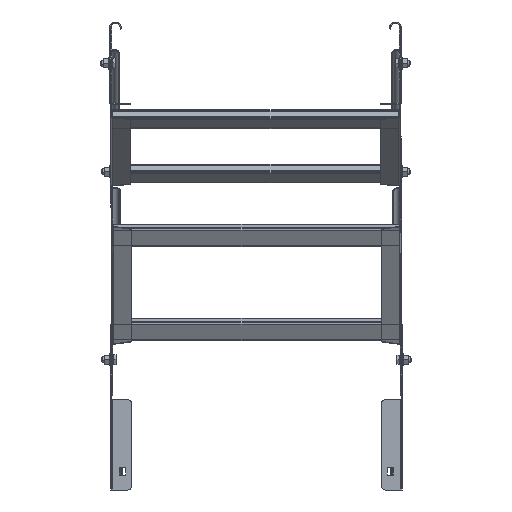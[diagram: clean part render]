
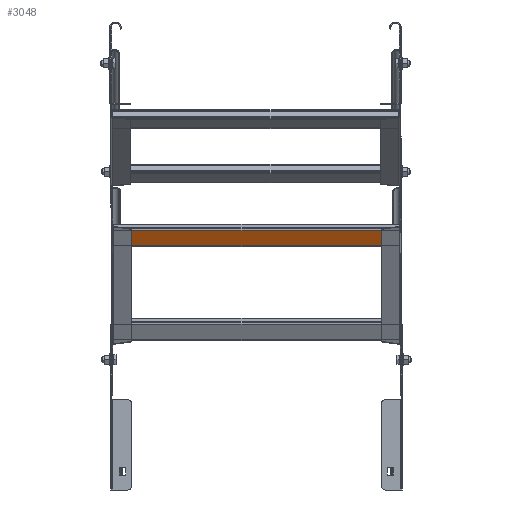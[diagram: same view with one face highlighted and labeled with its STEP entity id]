
A CAD part, front view. The second image highlights one B-rep face of the part: STEP entity #3048.
In plain terms, the highlighted face is planar.
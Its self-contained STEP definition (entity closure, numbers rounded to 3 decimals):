
#2628=DIRECTION('',(1.,0.,0.));
#2629=VECTOR('',#2628,395.);
#2630=CARTESIAN_POINT('',(0.,0.,12.));
#2631=LINE('',#2630,#2629);
#2636=DIRECTION('',(0.,0.,1.));
#2637=VECTOR('',#2636,24.);
#2638=CARTESIAN_POINT('',(395.,0.,-12.));
#2639=LINE('',#2638,#2637);
#2648=DIRECTION('',(0.,0.,1.));
#2649=VECTOR('',#2648,24.);
#2650=CARTESIAN_POINT('',(0.,0.,-12.));
#2651=LINE('',#2650,#2649);
#2670=DIRECTION('',(-1.,0.,0.));
#2671=VECTOR('',#2670,395.);
#2672=CARTESIAN_POINT('',(395.,0.,-12.));
#2673=LINE('',#2672,#2671);
#2866=CARTESIAN_POINT('',(0.,0.,-12.));
#2867=CARTESIAN_POINT('',(0.,0.,12.));
#2868=VERTEX_POINT('',#2866);
#2869=VERTEX_POINT('',#2867);
#2898=CARTESIAN_POINT('',(395.,0.,-12.));
#2899=CARTESIAN_POINT('',(395.,0.,12.));
#2900=VERTEX_POINT('',#2898);
#2901=VERTEX_POINT('',#2899);
#3035=CARTESIAN_POINT('',(195.,0.,12.));
#3036=DIRECTION('',(0.,1.,0.));
#3037=DIRECTION('',(0.,0.,1.));
#3038=AXIS2_PLACEMENT_3D('',#3035,#3036,#3037);
#3039=PLANE('',#3038);
#3041=ORIENTED_EDGE('',*,*,#3040,.T.);
#3042=ORIENTED_EDGE('',*,*,#3027,.T.);
#3043=ORIENTED_EDGE('',*,*,#2970,.F.);
#3045=ORIENTED_EDGE('',*,*,#3044,.T.);
#3046=EDGE_LOOP('',(#3041,#3042,#3043,#3045));
#3047=FACE_OUTER_BOUND('',#3046,.F.);
#3048=ADVANCED_FACE('',(#3047),#3039,.F.);
#2970=EDGE_CURVE('',#2900,#2901,#2639,.T.);
#3027=EDGE_CURVE('',#2869,#2901,#2631,.T.);
#3040=EDGE_CURVE('',#2868,#2869,#2651,.T.);
#3044=EDGE_CURVE('',#2900,#2868,#2673,.T.);
